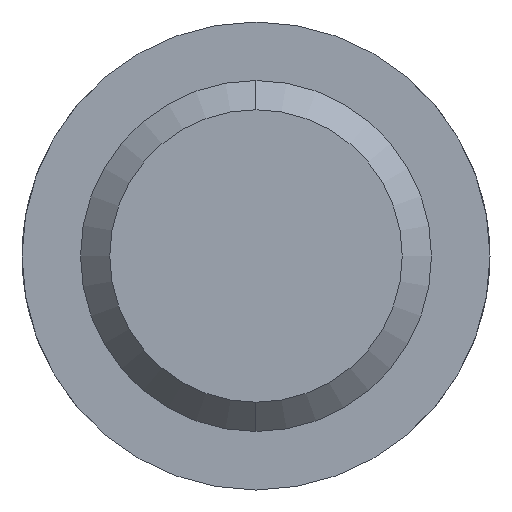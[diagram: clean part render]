
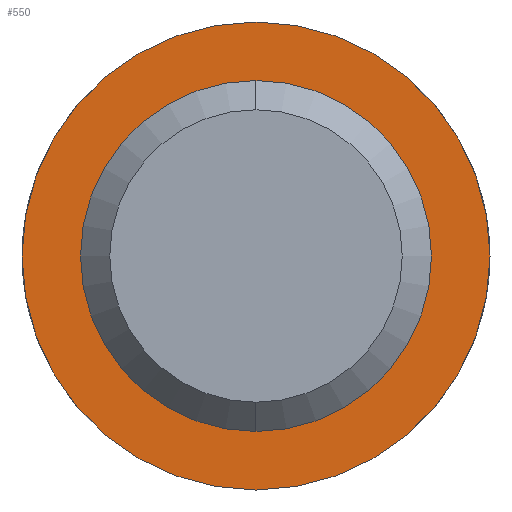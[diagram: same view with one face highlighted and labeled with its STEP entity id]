
A CAD part, left-side view. The second image highlights one B-rep face of the part: STEP entity #550.
In plain terms, the highlighted planar face has unit normal (-1, 0, 0).
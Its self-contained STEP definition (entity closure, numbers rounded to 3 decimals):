
#4 = AXIS2_PLACEMENT_3D ( 'NONE', #683, #672, #598 ) ;
#26 = ORIENTED_EDGE ( 'NONE', *, *, #217, .F. ) ;
#107 = CARTESIAN_POINT ( 'NONE',  ( -10.1, 2.35, 0. ) ) ;
#121 = VERTEX_POINT ( 'NONE', #484 ) ;
#135 = CIRCLE ( 'NONE', #558, 4. ) ;
#148 = VERTEX_POINT ( 'NONE', #273 ) ;
#168 = ORIENTED_EDGE ( 'NONE', *, *, #910, .T. ) ;
#217 = EDGE_CURVE ( 'NONE', #460, #148, #696, .T. ) ;
#243 = DIRECTION ( 'NONE',  ( 0., 0., 1. ) ) ;
#247 = CIRCLE ( 'NONE', #4, 2.35 ) ;
#256 = CARTESIAN_POINT ( 'NONE',  ( -10.1, 0., -4. ) ) ;
#266 = AXIS2_PLACEMENT_3D ( 'NONE', #338, #885, #955 ) ;
#273 = CARTESIAN_POINT ( 'NONE',  ( -10.1, 0., 2.35 ) ) ;
#276 = DIRECTION ( 'NONE',  ( 1., 0., 0. ) ) ;
#281 = FACE_OUTER_BOUND ( 'NONE', #447, .T. ) ;
#325 = CARTESIAN_POINT ( 'NONE',  ( -10.1, 0., 0. ) ) ;
#338 = CARTESIAN_POINT ( 'NONE',  ( -10.1, 0., 0. ) ) ;
#342 = ORIENTED_EDGE ( 'NONE', *, *, #875, .T. ) ;
#361 = CARTESIAN_POINT ( 'NONE',  ( -10.1, 0., 0. ) ) ;
#364 = PLANE ( 'NONE',  #394 ) ;
#370 = DIRECTION ( 'NONE',  ( -1., 0., 0. ) ) ;
#394 = AXIS2_PLACEMENT_3D ( 'NONE', #107, #276, #951 ) ;
#439 = DIRECTION ( 'NONE',  ( 0., 0., 1. ) ) ;
#447 = EDGE_LOOP ( 'NONE', ( #342, #168 ) ) ;
#460 = VERTEX_POINT ( 'NONE', #736 ) ;
#484 = CARTESIAN_POINT ( 'NONE',  ( -10.1, 0., 4. ) ) ;
#510 = AXIS2_PLACEMENT_3D ( 'NONE', #361, #370, #439 ) ;
#529 = EDGE_LOOP ( 'NONE', ( #916, #26 ) ) ;
#550 = ADVANCED_FACE ( 'NONE', ( #967, #281 ), #364, .F. ) ;
#558 = AXIS2_PLACEMENT_3D ( 'NONE', #325, #937, #243 ) ;
#598 = DIRECTION ( 'NONE',  ( 0., 0., 1. ) ) ;
#672 = DIRECTION ( 'NONE',  ( -1., 0., 0. ) ) ;
#683 = CARTESIAN_POINT ( 'NONE',  ( -10.1, 0., 0. ) ) ;
#696 = CIRCLE ( 'NONE', #510, 2.35 ) ;
#725 = EDGE_CURVE ( 'NONE', #148, #460, #247, .T. ) ;
#736 = CARTESIAN_POINT ( 'NONE',  ( -10.1, 0., -2.35 ) ) ;
#846 = CIRCLE ( 'NONE', #266, 4. ) ;
#875 = EDGE_CURVE ( 'NONE', #121, #943, #135, .T. ) ;
#885 = DIRECTION ( 'NONE',  ( -1., 0., 0. ) ) ;
#910 = EDGE_CURVE ( 'NONE', #943, #121, #846, .T. ) ;
#916 = ORIENTED_EDGE ( 'NONE', *, *, #725, .F. ) ;
#937 = DIRECTION ( 'NONE',  ( -1., 0., 0. ) ) ;
#943 = VERTEX_POINT ( 'NONE', #256 ) ;
#951 = DIRECTION ( 'NONE',  ( 0., 0., -1. ) ) ;
#955 = DIRECTION ( 'NONE',  ( 0., 0., 1. ) ) ;
#967 = FACE_BOUND ( 'NONE', #529, .T. ) ;
